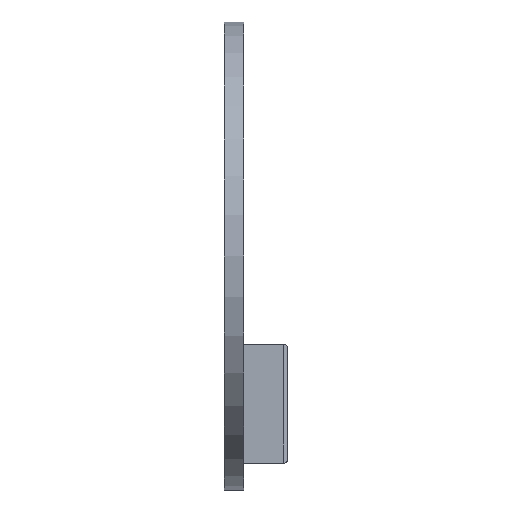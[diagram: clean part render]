
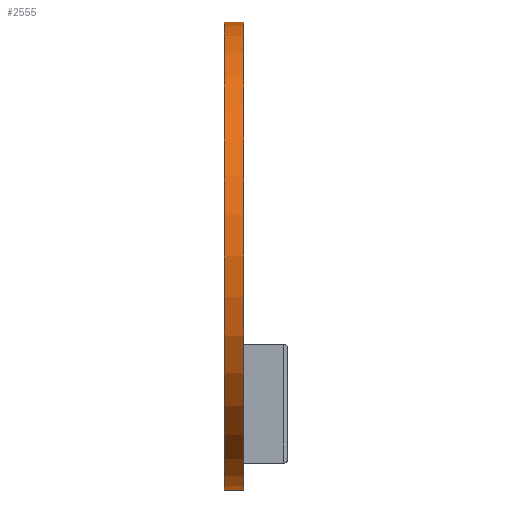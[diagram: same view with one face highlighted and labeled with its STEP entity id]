
A CAD part, left-side view. The second image highlights one B-rep face of the part: STEP entity #2555.
In plain terms, the highlighted cylindrical face has radius 61 mm (diameter 122 mm), a partial arc.
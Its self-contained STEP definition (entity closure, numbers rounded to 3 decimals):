
#91 = CARTESIAN_POINT ( 'NONE',  ( 0., 0., 61. ) ) ;
#108 = VERTEX_POINT ( 'NONE', #91 ) ;
#180 = ORIENTED_EDGE ( 'NONE', *, *, #575, .T. ) ;
#182 = CARTESIAN_POINT ( 'NONE',  ( 0., 5., -61. ) ) ;
#218 = DIRECTION ( 'NONE',  ( 0., -1., 0. ) ) ;
#253 = CARTESIAN_POINT ( 'NONE',  ( 0., 0., -61. ) ) ;
#308 = CARTESIAN_POINT ( 'NONE',  ( 0., 5., 0. ) ) ;
#488 = DIRECTION ( 'NONE',  ( 0., -1., 0. ) ) ;
#575 = EDGE_CURVE ( 'NONE', #2420, #650, #1002, .T. ) ;
#650 = VERTEX_POINT ( 'NONE', #182 ) ;
#661 = AXIS2_PLACEMENT_3D ( 'NONE', #308, #2542, #1365 ) ;
#829 = LINE ( 'NONE', #2648, #1577 ) ;
#1002 = CIRCLE ( 'NONE', #661, 61. ) ;
#1085 = FACE_OUTER_BOUND ( 'NONE', #1931, .T. ) ;
#1111 = ORIENTED_EDGE ( 'NONE', *, *, #1936, .T. ) ;
#1142 = CYLINDRICAL_SURFACE ( 'NONE', #1798, 61. ) ;
#1228 = VERTEX_POINT ( 'NONE', #253 ) ;
#1327 = DIRECTION ( 'NONE',  ( 0., 0., -1. ) ) ;
#1365 = DIRECTION ( 'NONE',  ( 0., 0., -1. ) ) ;
#1383 = ORIENTED_EDGE ( 'NONE', *, *, #1813, .T. ) ;
#1515 = CARTESIAN_POINT ( 'NONE',  ( 0., 43., 0. ) ) ;
#1546 = DIRECTION ( 'NONE',  ( 0., 0., 1. ) ) ;
#1569 = CARTESIAN_POINT ( 'NONE',  ( 0., 0., 0. ) ) ;
#1577 = VECTOR ( 'NONE', #218, 1000. ) ;
#1627 = DIRECTION ( 'NONE',  ( 0., -1., 0. ) ) ;
#1637 = CARTESIAN_POINT ( 'NONE',  ( 0., 43., 61. ) ) ;
#1745 = DIRECTION ( 'NONE',  ( 0., 1., 0. ) ) ;
#1798 = AXIS2_PLACEMENT_3D ( 'NONE', #1515, #488, #1327 ) ;
#1813 = EDGE_CURVE ( 'NONE', #1228, #108, #2221, .T. ) ;
#1840 = LINE ( 'NONE', #1637, #1865 ) ;
#1865 = VECTOR ( 'NONE', #1627, 1000. ) ;
#1918 = AXIS2_PLACEMENT_3D ( 'NONE', #1569, #1745, #1546 ) ;
#1931 = EDGE_LOOP ( 'NONE', ( #2499, #180, #1111, #1383 ) ) ;
#1936 = EDGE_CURVE ( 'NONE', #650, #1228, #829, .T. ) ;
#2166 = EDGE_CURVE ( 'NONE', #2420, #108, #1840, .T. ) ;
#2221 = CIRCLE ( 'NONE', #1918, 61. ) ;
#2273 = CARTESIAN_POINT ( 'NONE',  ( 0., 5., 61. ) ) ;
#2420 = VERTEX_POINT ( 'NONE', #2273 ) ;
#2499 = ORIENTED_EDGE ( 'NONE', *, *, #2166, .F. ) ;
#2542 = DIRECTION ( 'NONE',  ( 0., -1., 0. ) ) ;
#2555 = ADVANCED_FACE ( 'NONE', ( #1085 ), #1142, .T. ) ;
#2648 = CARTESIAN_POINT ( 'NONE',  ( 0., 43., -61. ) ) ;
